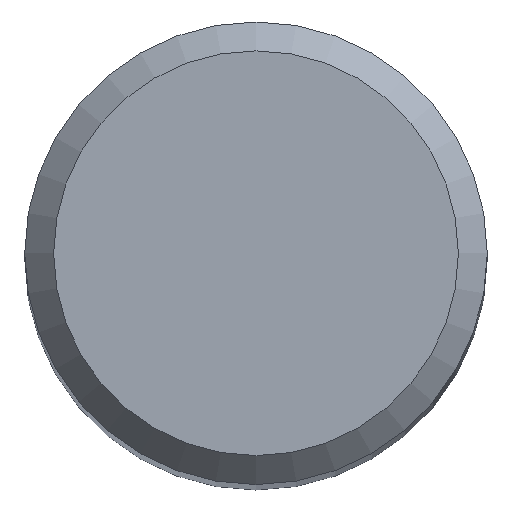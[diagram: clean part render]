
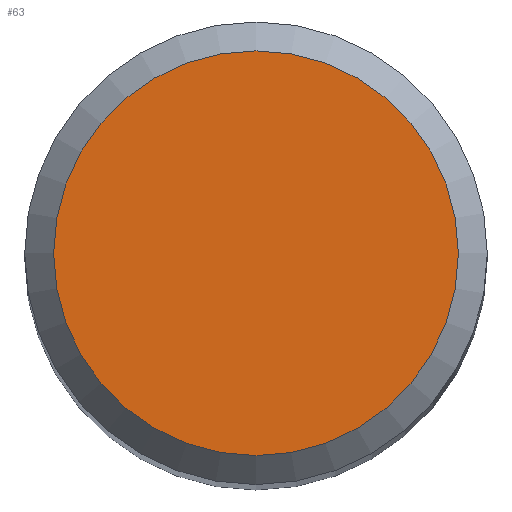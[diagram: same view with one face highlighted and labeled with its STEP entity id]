
A CAD part, top view. The second image highlights one B-rep face of the part: STEP entity #63.
In plain terms, the highlighted planar face has unit normal (0, 0, 1).
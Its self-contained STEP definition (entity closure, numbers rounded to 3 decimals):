
#19=PLANE('',#74);
#28=FACE_OUTER_BOUND('',#36,.T.);
#36=EDGE_LOOP('',(#56));
#37=CIRCLE('',#67,3.5);
#41=VERTEX_POINT('',#97);
#45=EDGE_CURVE('',#41,#41,#37,.T.);
#56=ORIENTED_EDGE('',*,*,#45,.T.);
#63=ADVANCED_FACE('',(#28),#19,.T.);
#67=AXIS2_PLACEMENT_3D('',#98,#79,#80);
#74=AXIS2_PLACEMENT_3D('',#108,#93,#94);
#79=DIRECTION('center_axis',(0.,0.,
1.));
#80=DIRECTION('ref_axis',(1.,0.,0.));
#93=DIRECTION('center_axis',(0.,0.,
1.));
#94=DIRECTION('ref_axis',(1.,0.,0.));
#97=CARTESIAN_POINT('',(-3.5,0.,0.));
#98=CARTESIAN_POINT('Origin',(0.,0.,
0.));
#108=CARTESIAN_POINT('Origin',(0.,0.,
0.));
